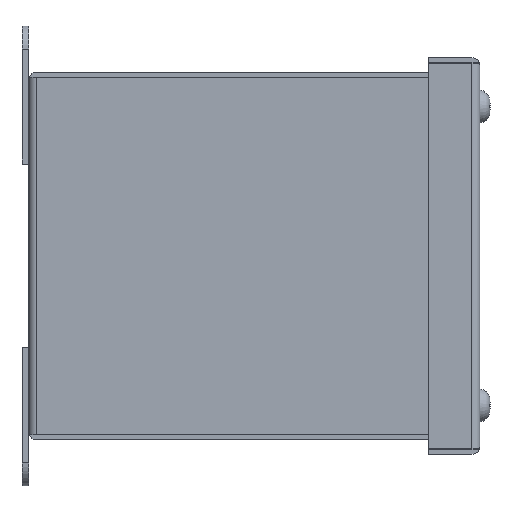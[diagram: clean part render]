
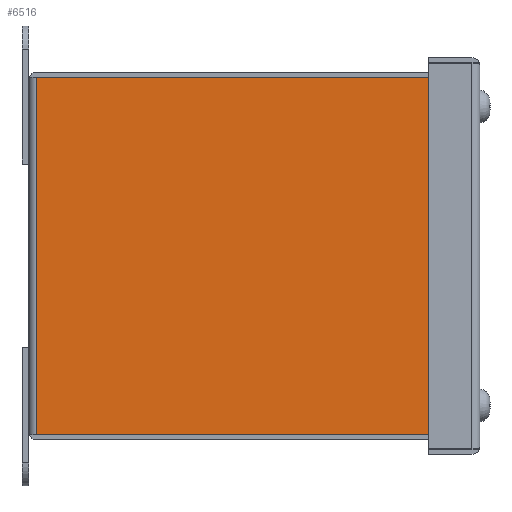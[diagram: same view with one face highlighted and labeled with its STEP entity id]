
A CAD part, left-side view. The second image highlights one B-rep face of the part: STEP entity #6516.
In plain terms, the highlighted planar face has unit normal (-1, 0, 0).
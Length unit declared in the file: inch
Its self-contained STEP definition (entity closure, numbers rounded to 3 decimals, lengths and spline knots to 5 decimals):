
#279 = LINE ( 'NONE', #2701, #2242 ) ;
#1102 = DIRECTION ( 'NONE',  ( 0., 0., 1. ) ) ;
#1261 = CARTESIAN_POINT ( 'NONE',  ( -2., -0.086, 1.94221 ) ) ;
#1348 = LINE ( 'NONE', #2517, #8005 ) ;
#1845 = CARTESIAN_POINT ( 'NONE',  ( -2., -4.664, 1.94221 ) ) ;
#1989 = EDGE_CURVE ( 'NONE', #5359, #16337, #279, .T. ) ;
#2040 = AXIS2_PLACEMENT_3D ( 'NONE', #13804, #9727, #1102 ) ;
#2242 = VECTOR ( 'NONE', #13071, 39.37008 ) ;
#2517 = CARTESIAN_POINT ( 'NONE',  ( -2., 0., -1.94221 ) ) ;
#2685 = DIRECTION ( 'NONE',  ( 0., 0., -1. ) ) ;
#2701 = CARTESIAN_POINT ( 'NONE',  ( -2., -0.086, -1.914 ) ) ;
#2779 = ORIENTED_EDGE ( 'NONE', *, *, #14303, .F. ) ;
#3511 = EDGE_CURVE ( 'NONE', #16337, #9878, #15204, .T. ) ;
#3984 = VERTEX_POINT ( 'NONE', #15662 ) ;
#5029 = DIRECTION ( 'NONE',  ( 0., -1., 0. ) ) ;
#5359 = VERTEX_POINT ( 'NONE', #14733 ) ;
#5445 = EDGE_CURVE ( 'NONE', #5359, #3984, #1348, .T. ) ;
#6443 = LINE ( 'NONE', #10287, #8594 ) ;
#6516 = ADVANCED_FACE ( 'NONE', ( #15045 ), #8708, .T. ) ;
#8005 = VECTOR ( 'NONE', #14050, 39.37008 ) ;
#8594 = VECTOR ( 'NONE', #2685, 39.37008 ) ;
#8708 = PLANE ( 'NONE',  #2040 ) ;
#8824 = ORIENTED_EDGE ( 'NONE', *, *, #5445, .T. ) ;
#9727 = DIRECTION ( 'NONE',  ( -1., 0., 0. ) ) ;
#9878 = VERTEX_POINT ( 'NONE', #1845 ) ;
#10287 = CARTESIAN_POINT ( 'NONE',  ( -2., -4.664, -1.94221 ) ) ;
#10362 = EDGE_LOOP ( 'NONE', ( #14642, #12835, #8824, #2779 ) ) ;
#12540 = CARTESIAN_POINT ( 'NONE',  ( -2., 39.37008, 1.94221 ) ) ;
#12741 = VECTOR ( 'NONE', #5029, 39.37008 ) ;
#12835 = ORIENTED_EDGE ( 'NONE', *, *, #1989, .F. ) ;
#13071 = DIRECTION ( 'NONE',  ( 0., 0., 1. ) ) ;
#13804 = CARTESIAN_POINT ( 'NONE',  ( -2., 0., -13.527 ) ) ;
#14050 = DIRECTION ( 'NONE',  ( 0., -1., 0. ) ) ;
#14303 = EDGE_CURVE ( 'NONE', #9878, #3984, #6443, .T. ) ;
#14642 = ORIENTED_EDGE ( 'NONE', *, *, #3511, .F. ) ;
#14733 = CARTESIAN_POINT ( 'NONE',  ( -2., -0.086, -1.94221 ) ) ;
#15045 = FACE_OUTER_BOUND ( 'NONE', #10362, .T. ) ;
#15204 = LINE ( 'NONE', #12540, #12741 ) ;
#15662 = CARTESIAN_POINT ( 'NONE',  ( -2., -4.664, -1.94221 ) ) ;
#16337 = VERTEX_POINT ( 'NONE', #1261 ) ;
